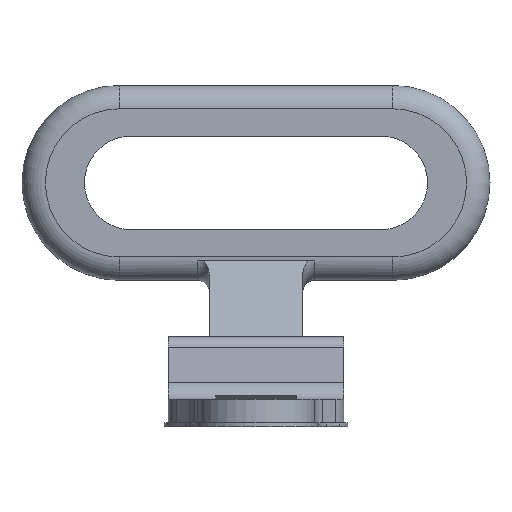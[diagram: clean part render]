
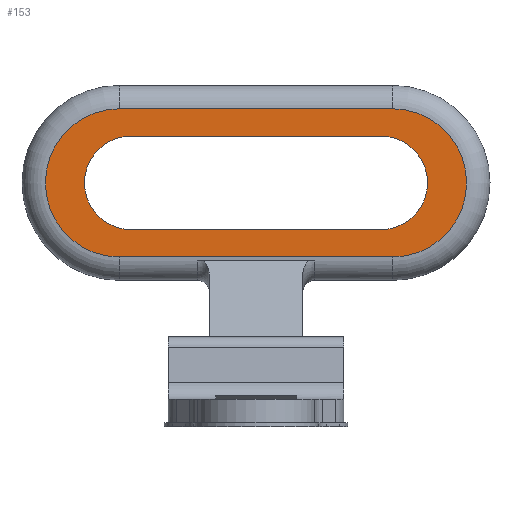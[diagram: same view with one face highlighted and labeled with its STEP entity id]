
A CAD part, front view. The second image highlights one B-rep face of the part: STEP entity #153.
In plain terms, the highlighted planar face has unit normal (0, -1, 0).
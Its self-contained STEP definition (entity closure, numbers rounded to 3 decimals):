
#153 = ADVANCED_FACE ( 'NONE', ( #4485, #4486 ), #518, .F. ) ;
#188 = DIRECTION ( 'NONE',  ( 0., 0., 1. ) ) ;
#196 = DIRECTION ( 'NONE',  ( 0., 1., 0. ) ) ;
#197 = CARTESIAN_POINT ( 'NONE',  ( 32., -5., 0. ) ) ;
#518 = PLANE ( 'NONE',  #4069 ) ;
#519 = CARTESIAN_POINT ( 'NONE',  ( -35., -5., 0. ) ) ;
#523 = DIRECTION ( 'NONE',  ( 0., 1., 0. ) ) ;
#524 = DIRECTION ( 'NONE',  ( 0., 0., 1. ) ) ;
#1102 = CARTESIAN_POINT ( 'NONE',  ( -35., -5., 19. ) ) ;
#1103 = DIRECTION ( 'NONE',  ( -1., 0., 0. ) ) ;
#1168 = CARTESIAN_POINT ( 'NONE',  ( -32., -5., 12. ) ) ;
#1169 = DIRECTION ( 'NONE',  ( 1., 0., 0. ) ) ;
#1170 = CARTESIAN_POINT ( 'NONE',  ( -32., -5., 0. ) ) ;
#1171 = DIRECTION ( 'NONE',  ( 0., 1., 0. ) ) ;
#1172 = DIRECTION ( 'NONE',  ( 0., 0., 1. ) ) ;
#1490 = EDGE_LOOP ( 'NONE', ( #1880, #1884, #1883, #1882 ) ) ;
#1491 = EDGE_LOOP ( 'NONE', ( #1886, #1954, #1885, #1953 ) ) ;
#1668 = VERTEX_POINT ( 'NONE', #3866 ) ;
#1750 = VERTEX_POINT ( 'NONE', #3979 ) ;
#1751 = VERTEX_POINT ( 'NONE', #3897 ) ;
#1753 = VERTEX_POINT ( 'NONE', #3782 ) ;
#1763 = VERTEX_POINT ( 'NONE', #4023 ) ;
#1775 = VERTEX_POINT ( 'NONE', #3983 ) ;
#1798 = VERTEX_POINT ( 'NONE', #3913 ) ;
#1858 = VERTEX_POINT ( 'NONE', #3870 ) ;
#1880 = ORIENTED_EDGE ( 'NONE', *, *, #4627, .T. ) ;
#1882 = ORIENTED_EDGE ( 'NONE', *, *, #4603, .T. ) ;
#1883 = ORIENTED_EDGE ( 'NONE', *, *, #4605, .T. ) ;
#1884 = ORIENTED_EDGE ( 'NONE', *, *, #4608, .T. ) ;
#1885 = ORIENTED_EDGE ( 'NONE', *, *, #4654, .T. ) ;
#1886 = ORIENTED_EDGE ( 'NONE', *, *, #4612, .T. ) ;
#1953 = ORIENTED_EDGE ( 'NONE', *, *, #4653, .T. ) ;
#1954 = ORIENTED_EDGE ( 'NONE', *, *, #4606, .T. ) ;
#2289 = LINE ( 'NONE', #4748, #3083 ) ;
#2290 = LINE ( 'NONE', #4695, #3085 ) ;
#2300 = LINE ( 'NONE', #1102, #3118 ) ;
#2312 = LINE ( 'NONE', #1168, #3158 ) ;
#3070 = CIRCLE ( 'NONE', #3080, 19. ) ;
#3080 = AXIS2_PLACEMENT_3D ( 'NONE', #4744, #4743, #4724 ) ;
#3083 = VECTOR ( 'NONE', #4747, 1000. ) ;
#3084 = CIRCLE ( 'NONE', #3088, 19. ) ;
#3085 = VECTOR ( 'NONE', #4699, 1000. ) ;
#3088 = AXIS2_PLACEMENT_3D ( 'NONE', #4745, #4733, #4740 ) ;
#3092 = CIRCLE ( 'NONE', #3094, 12. ) ;
#3094 = AXIS2_PLACEMENT_3D ( 'NONE', #197, #196, #188 ) ;
#3118 = VECTOR ( 'NONE', #1103, 1000. ) ;
#3150 = CIRCLE ( 'NONE', #3159, 12. ) ;
#3158 = VECTOR ( 'NONE', #1169, 1000. ) ;
#3159 = AXIS2_PLACEMENT_3D ( 'NONE', #1170, #1171, #1172 ) ;
#3782 = CARTESIAN_POINT ( 'NONE',  ( -35., -5., -19. ) ) ;
#3866 = CARTESIAN_POINT ( 'NONE',  ( -32., -5., -12. ) ) ;
#3870 = CARTESIAN_POINT ( 'NONE',  ( 32., -5., -12. ) ) ;
#3897 = CARTESIAN_POINT ( 'NONE',  ( 35., -5., -19. ) ) ;
#3913 = CARTESIAN_POINT ( 'NONE',  ( -35., -5., 19. ) ) ;
#3979 = CARTESIAN_POINT ( 'NONE',  ( 32., -5., 12. ) ) ;
#3983 = CARTESIAN_POINT ( 'NONE',  ( 35., -5., 19. ) ) ;
#4023 = CARTESIAN_POINT ( 'NONE',  ( -32., -5., 12. ) ) ;
#4069 = AXIS2_PLACEMENT_3D ( 'NONE', #519, #523, #524 ) ;
#4485 = FACE_OUTER_BOUND ( 'NONE', #1490, .T. ) ;
#4486 = FACE_BOUND ( 'NONE', #1491, .T. ) ;
#4603 = EDGE_CURVE ( 'NONE', #1751, #1775, #3070, .T. ) ;
#4605 = EDGE_CURVE ( 'NONE', #1753, #1751, #2289, .T. ) ;
#4606 = EDGE_CURVE ( 'NONE', #1858, #1668, #2290, .T. ) ;
#4608 = EDGE_CURVE ( 'NONE', #1798, #1753, #3084, .T. ) ;
#4612 = EDGE_CURVE ( 'NONE', #1750, #1858, #3092, .T. ) ;
#4627 = EDGE_CURVE ( 'NONE', #1775, #1798, #2300, .T. ) ;
#4653 = EDGE_CURVE ( 'NONE', #1763, #1750, #2312, .T. ) ;
#4654 = EDGE_CURVE ( 'NONE', #1668, #1763, #3150, .T. ) ;
#4695 = CARTESIAN_POINT ( 'NONE',  ( 32., -5., -12. ) ) ;
#4699 = DIRECTION ( 'NONE',  ( -1., 0., 0. ) ) ;
#4724 = DIRECTION ( 'NONE',  ( 0., 0., 1. ) ) ;
#4733 = DIRECTION ( 'NONE',  ( 0., -1., 0. ) ) ;
#4740 = DIRECTION ( 'NONE',  ( 0., 0., 1. ) ) ;
#4743 = DIRECTION ( 'NONE',  ( 0., -1., 0. ) ) ;
#4744 = CARTESIAN_POINT ( 'NONE',  ( 35., -5., 0. ) ) ;
#4745 = CARTESIAN_POINT ( 'NONE',  ( -35., -5., 0. ) ) ;
#4747 = DIRECTION ( 'NONE',  ( 1., 0., 0. ) ) ;
#4748 = CARTESIAN_POINT ( 'NONE',  ( -35., -5., -19. ) ) ;
